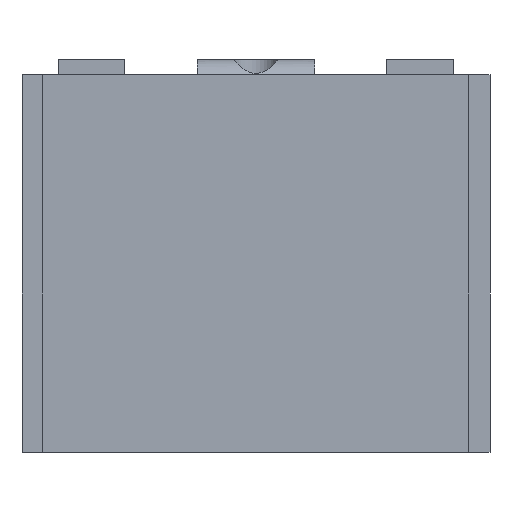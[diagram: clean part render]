
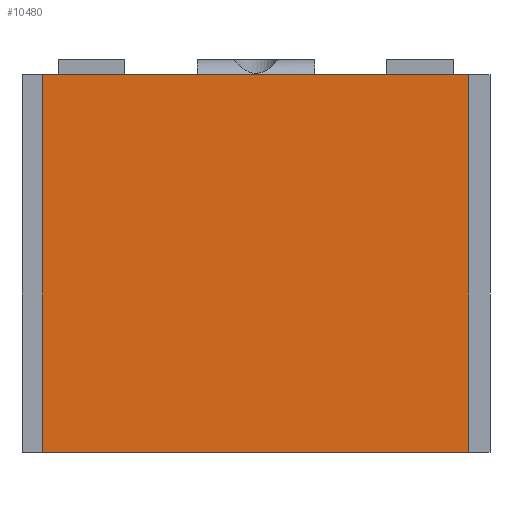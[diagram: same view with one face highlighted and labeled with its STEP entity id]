
A CAD part, front view. The second image highlights one B-rep face of the part: STEP entity #10480.
In plain terms, the highlighted planar face has unit normal (0, -1, 0).
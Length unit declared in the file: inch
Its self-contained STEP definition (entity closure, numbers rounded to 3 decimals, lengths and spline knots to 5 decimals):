
#1487=DIRECTION('',(-1.,0.,0.));
#1488=VECTOR('',#1487,0.1413);
#1489=CARTESIAN_POINT('',(0.078,-0.0865,0.));
#1490=LINE('',#1489,#1488);
#1491=DIRECTION('',(1.,0.,0.));
#1492=VECTOR('',#1491,0.022);
#1493=CARTESIAN_POINT('',(-0.058,-0.0865,0.12495));
#1494=LINE('',#1493,#1492);
#1495=DIRECTION('',(0.,0.,1.));
#1496=VECTOR('',#1495,0.00005);
#1497=CARTESIAN_POINT('',(-0.036,-0.0865,0.12495));
#1498=LINE('',#1497,#1496);
#1499=DIRECTION('',(0.,0.,1.));
#1500=VECTOR('',#1499,0.00005);
#1501=CARTESIAN_POINT('',(0.073,-0.0865,0.12495));
#1502=LINE('',#1501,#1500);
#1503=DIRECTION('',(0.,0.,-1.));
#1504=VECTOR('',#1503,0.125);
#1505=CARTESIAN_POINT('',(0.078,-0.0865,0.125));
#1506=LINE('',#1505,#1504);
#1507=DIRECTION('',(0.,0.,-1.));
#1508=VECTOR('',#1507,0.125);
#1509=CARTESIAN_POINT('',(-0.0633,-0.0865,0.125));
#1510=LINE('',#1509,#1508);
#1585=DIRECTION('',(-1.,0.,0.));
#1586=VECTOR('',#1585,0.0867);
#1587=CARTESIAN_POINT('',(0.0507,-0.0865,0.125));
#1588=LINE('',#1587,#1586);
#1605=DIRECTION('',(-1.,0.,0.));
#1606=VECTOR('',#1605,0.0053);
#1607=CARTESIAN_POINT('',(-0.058,-0.0865,0.125));
#1608=LINE('',#1607,#1606);
#1649=DIRECTION('',(-1.,0.,0.));
#1650=VECTOR('',#1649,0.005);
#1651=CARTESIAN_POINT('',(0.078,-0.0865,0.125));
#1652=LINE('',#1651,#1650);
#1701=DIRECTION('',(0.,0.,1.));
#1702=VECTOR('',#1701,0.00005);
#1703=CARTESIAN_POINT('',(-0.058,-0.0865,0.12495));
#1704=LINE('',#1703,#1702);
#1946=DIRECTION('',(-1.,0.,0.));
#1947=VECTOR('',#1946,0.0223);
#1948=CARTESIAN_POINT('',(0.073,-0.0865,0.12495));
#1949=LINE('',#1948,#1947);
#1978=DIRECTION('',(0.,0.,1.));
#1979=VECTOR('',#1978,0.00005);
#1980=CARTESIAN_POINT('',(0.0507,-0.0865,0.12495));
#1981=LINE('',#1980,#1979);
#7297=CARTESIAN_POINT('',(0.078,-0.0865,0.));
#7298=CARTESIAN_POINT('',(-0.0633,-0.0865,0.));
#7299=VERTEX_POINT('',#7297);
#7300=VERTEX_POINT('',#7298);
#9219=CARTESIAN_POINT('',(-0.0633,-0.0865,0.125));
#9220=VERTEX_POINT('',#9219);
#9221=CARTESIAN_POINT('',(-0.058,-0.0865,0.125));
#9222=VERTEX_POINT('',#9221);
#9223=CARTESIAN_POINT('',(-0.058,-0.0865,0.12495));
#9224=VERTEX_POINT('',#9223);
#9225=CARTESIAN_POINT('',(-0.036,-0.0865,0.12495));
#9226=VERTEX_POINT('',#9225);
#9227=CARTESIAN_POINT('',(-0.036,-0.0865,0.125));
#9228=VERTEX_POINT('',#9227);
#9229=CARTESIAN_POINT('',(0.0507,-0.0865,0.125));
#9230=VERTEX_POINT('',#9229);
#9231=CARTESIAN_POINT('',(0.0507,-0.0865,0.12495));
#9232=VERTEX_POINT('',#9231);
#9233=CARTESIAN_POINT('',(0.073,-0.0865,0.12495));
#9234=VERTEX_POINT('',#9233);
#9235=CARTESIAN_POINT('',(0.073,-0.0865,0.125));
#9236=VERTEX_POINT('',#9235);
#9237=CARTESIAN_POINT('',(0.078,-0.0865,0.125));
#9238=VERTEX_POINT('',#9237);
#10450=CARTESIAN_POINT('',(0.0457,-0.0865,0.));
#10451=DIRECTION('',(0.,-1.,0.));
#10452=DIRECTION('',(1.,0.,0.));
#10453=AXIS2_PLACEMENT_3D('',#10450,#10451,#10452);
#10454=PLANE('',#10453);
#10455=ORIENTED_EDGE('',*,*,#9538,.T.);
#10457=ORIENTED_EDGE('',*,*,#10456,.F.);
#10459=ORIENTED_EDGE('',*,*,#10458,.F.);
#10461=ORIENTED_EDGE('',*,*,#10460,.F.);
#10463=ORIENTED_EDGE('',*,*,#10462,.T.);
#10465=ORIENTED_EDGE('',*,*,#10464,.T.);
#10467=ORIENTED_EDGE('',*,*,#10466,.F.);
#10469=ORIENTED_EDGE('',*,*,#10468,.F.);
#10471=ORIENTED_EDGE('',*,*,#10470,.F.);
#10473=ORIENTED_EDGE('',*,*,#10472,.T.);
#10475=ORIENTED_EDGE('',*,*,#10474,.F.);
#10477=ORIENTED_EDGE('',*,*,#10476,.T.);
#10478=EDGE_LOOP('',(#10455,#10457,#10459,#10461,#10463,#10465,#10467,#10469,
#10471,#10473,#10475,#10477));
#10479=FACE_OUTER_BOUND('',#10478,.F.);
#10480=ADVANCED_FACE('',(#10479),#10454,.T.);
#9538=EDGE_CURVE('',#7299,#7300,#1490,.T.);
#10456=EDGE_CURVE('',#9220,#7300,#1510,.T.);
#10458=EDGE_CURVE('',#9222,#9220,#1608,.T.);
#10460=EDGE_CURVE('',#9224,#9222,#1704,.T.);
#10462=EDGE_CURVE('',#9224,#9226,#1494,.T.);
#10464=EDGE_CURVE('',#9226,#9228,#1498,.T.);
#10466=EDGE_CURVE('',#9230,#9228,#1588,.T.);
#10468=EDGE_CURVE('',#9232,#9230,#1981,.T.);
#10470=EDGE_CURVE('',#9234,#9232,#1949,.T.);
#10472=EDGE_CURVE('',#9234,#9236,#1502,.T.);
#10474=EDGE_CURVE('',#9238,#9236,#1652,.T.);
#10476=EDGE_CURVE('',#9238,#7299,#1506,.T.);
